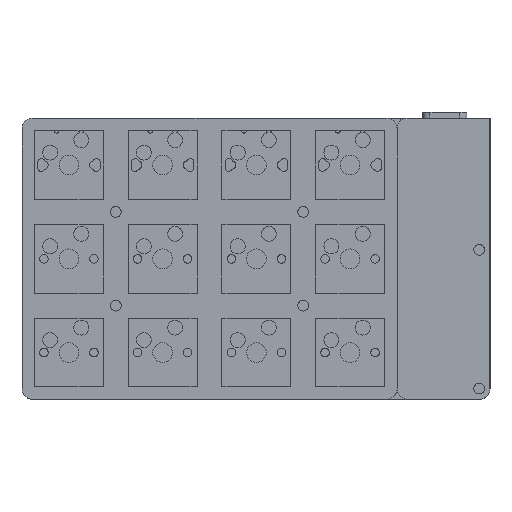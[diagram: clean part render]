
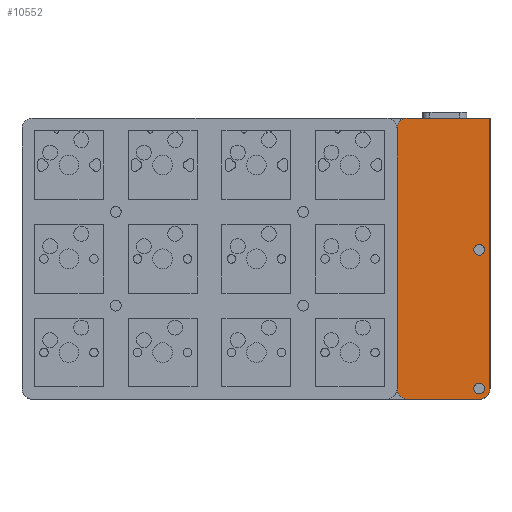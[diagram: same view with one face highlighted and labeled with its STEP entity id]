
A CAD part, top view. The second image highlights one B-rep face of the part: STEP entity #10552.
In plain terms, the highlighted planar face has unit normal (0, 0, 1).
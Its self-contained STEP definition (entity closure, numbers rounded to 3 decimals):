
#627=FACE_BOUND('',#2313,.T.);
#628=FACE_BOUND('',#2314,.T.);
#987=CIRCLE('',#11487,2.2);
#988=CIRCLE('',#11488,2.2);
#989=CIRCLE('',#11489,2.2);
#990=CIRCLE('',#11490,1.1);
#991=CIRCLE('',#11491,1.1);
#1481=FACE_OUTER_BOUND('',#2312,.T.);
#2312=EDGE_LOOP('',(#9643,#9644,#9645,#9646,#9647,#9648,#9649));
#2313=EDGE_LOOP('',(#9650));
#2314=EDGE_LOOP('',(#9651));
#3381=LINE('',#17195,#4446);
#3382=LINE('',#17199,#4447);
#3383=LINE('',#17203,#4448);
#3384=LINE('',#17204,#4449);
#4446=VECTOR('',#14234,10.);
#4447=VECTOR('',#14237,10.);
#4448=VECTOR('',#14240,10.);
#4449=VECTOR('',#14241,10.);
#5402=VERTEX_POINT('',#17191);
#5403=VERTEX_POINT('',#17192);
#5404=VERTEX_POINT('',#17194);
#5405=VERTEX_POINT('',#17196);
#5406=VERTEX_POINT('',#17198);
#5407=VERTEX_POINT('',#17200);
#5408=VERTEX_POINT('',#17202);
#5409=VERTEX_POINT('',#17205);
#5410=VERTEX_POINT('',#17207);
#6824=EDGE_CURVE('',#5402,#5403,#987,.T.);
#6825=EDGE_CURVE('',#5403,#5404,#3381,.T.);
#6826=EDGE_CURVE('',#5404,#5405,#988,.T.);
#6827=EDGE_CURVE('',#5405,#5406,#3382,.T.);
#6828=EDGE_CURVE('',#5406,#5407,#989,.T.);
#6829=EDGE_CURVE('',#5407,#5408,#3383,.T.);
#6830=EDGE_CURVE('',#5408,#5402,#3384,.T.);
#6831=EDGE_CURVE('',#5409,#5409,#990,.T.);
#6832=EDGE_CURVE('',#5410,#5410,#991,.T.);
#9643=ORIENTED_EDGE('',*,*,#6824,.T.);
#9644=ORIENTED_EDGE('',*,*,#6825,.T.);
#9645=ORIENTED_EDGE('',*,*,#6826,.T.);
#9646=ORIENTED_EDGE('',*,*,#6827,.T.);
#9647=ORIENTED_EDGE('',*,*,#6828,.T.);
#9648=ORIENTED_EDGE('',*,*,#6829,.T.);
#9649=ORIENTED_EDGE('',*,*,#6830,.T.);
#9650=ORIENTED_EDGE('',*,*,#6831,.T.);
#9651=ORIENTED_EDGE('',*,*,#6832,.T.);
#10073=PLANE('',#11486);
#10552=ADVANCED_FACE('',(#1481,#627,#628),#10073,.T.);
#11486=AXIS2_PLACEMENT_3D('',#17190,#14230,#14231);
#11487=AXIS2_PLACEMENT_3D('',#17193,#14232,#14233);
#11488=AXIS2_PLACEMENT_3D('',#17197,#14235,#14236);
#11489=AXIS2_PLACEMENT_3D('',#17201,#14238,#14239);
#11490=AXIS2_PLACEMENT_3D('',#17206,#14242,#14243);
#11491=AXIS2_PLACEMENT_3D('',#17208,#14244,#14245);
#14230=DIRECTION('center_axis',(0.,0.,1.));
#14231=DIRECTION('ref_axis',(-1.,0.,0.));
#14232=DIRECTION('center_axis',(0.,0.,1.));
#14233=DIRECTION('ref_axis',(-0.707,0.707,0.));
#14234=DIRECTION('',(0.,-1.,0.));
#14235=DIRECTION('center_axis',(0.,0.,1.));
#14236=DIRECTION('ref_axis',(-0.707,-0.707,0.));
#14237=DIRECTION('',(1.,0.,0.));
#14238=DIRECTION('center_axis',(0.,0.,1.));
#14239=DIRECTION('ref_axis',(0.,-1.,0.));
#14240=DIRECTION('',(0.,1.,0.));
#14241=DIRECTION('',(-1.,0.,0.));
#14242=DIRECTION('center_axis',(0.,0.,-1.));
#14243=DIRECTION('ref_axis',(-1.,0.,0.));
#14244=DIRECTION('center_axis',(0.,0.,-1.));
#14245=DIRECTION('ref_axis',(-1.,0.,0.));
#17190=CARTESIAN_POINT('Origin',(117.66,-54.3,11.8));
#17191=CARTESIAN_POINT('',(148.515,-25.725,11.8));
#17192=CARTESIAN_POINT('',(146.315,-27.925,11.8));
#17193=CARTESIAN_POINT('Origin',(148.515,-27.925,11.8));
#17194=CARTESIAN_POINT('',(146.315,-80.675,11.8));
#17195=CARTESIAN_POINT('',(146.315,-27.925,11.8));
#17196=CARTESIAN_POINT('',(148.515,-82.875,11.8));
#17197=CARTESIAN_POINT('Origin',(148.515,-80.675,11.8));
#17198=CARTESIAN_POINT('',(163.005,-82.875,11.8));
#17199=CARTESIAN_POINT('',(72.315,-82.875,11.8));
#17200=CARTESIAN_POINT('',(165.205,-80.675,11.8));
#17201=CARTESIAN_POINT('Origin',(163.005,-80.675,11.8));
#17202=CARTESIAN_POINT('',(165.205,-25.725,11.8));
#17203=CARTESIAN_POINT('',(165.205,-80.675,11.8));
#17204=CARTESIAN_POINT('',(165.205,-25.725,11.8));
#17205=CARTESIAN_POINT('',(164.105,-80.675,11.8));
#17206=CARTESIAN_POINT('Origin',(163.005,-80.675,11.8));
#17207=CARTESIAN_POINT('',(164.105,-52.475,11.8));
#17208=CARTESIAN_POINT('Origin',(163.005,-52.475,11.8));
